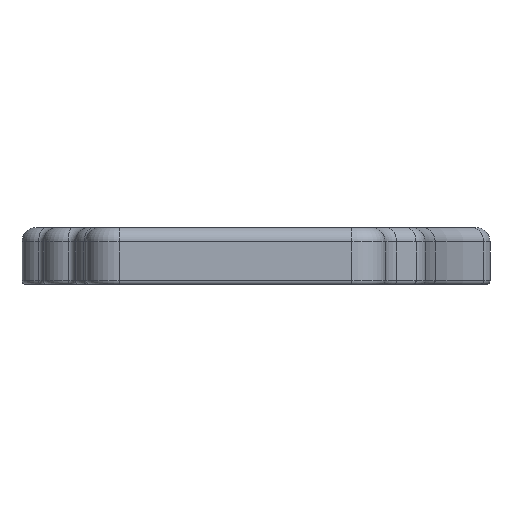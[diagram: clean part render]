
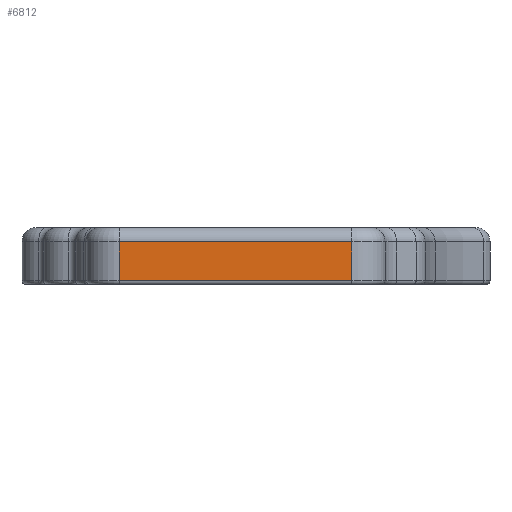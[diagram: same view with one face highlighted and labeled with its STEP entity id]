
A CAD part, left-side view. The second image highlights one B-rep face of the part: STEP entity #6812.
In plain terms, the highlighted planar face has unit normal (-1, 0, 0).
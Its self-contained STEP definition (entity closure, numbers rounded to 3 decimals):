
#218=PLANE('',#7536);
#545=FACE_OUTER_BOUND('',#970,.T.);
#970=EDGE_LOOP('',(#5673,#5674,#5675,#5676));
#1931=LINE('',#11545,#2556);
#1965=LINE('',#11672,#2590);
#1967=LINE('',#11679,#2592);
#1968=LINE('',#11681,#2593);
#2556=VECTOR('',#9168,10.);
#2590=VECTOR('',#9292,10.);
#2592=VECTOR('',#9300,10.);
#2593=VECTOR('',#9303,10.);
#3231=VERTEX_POINT('',#11535);
#3233=VERTEX_POINT('',#11541);
#3282=VERTEX_POINT('',#11671);
#3284=VERTEX_POINT('',#11677);
#4073=EDGE_CURVE('',#3231,#3233,#1931,.T.);
#4136=EDGE_CURVE('',#3282,#3233,#1965,.T.);
#4140=EDGE_CURVE('',#3284,#3231,#1967,.T.);
#4141=EDGE_CURVE('',#3282,#3284,#1968,.T.);
#5673=ORIENTED_EDGE('',*,*,#4073,.F.);
#5674=ORIENTED_EDGE('',*,*,#4140,.F.);
#5675=ORIENTED_EDGE('',*,*,#4141,.F.);
#5676=ORIENTED_EDGE('',*,*,#4136,.T.);
#6812=ADVANCED_FACE('',(#545),#218,.T.);
#7536=AXIS2_PLACEMENT_3D('',#11680,#9301,#9302);
#9168=DIRECTION('',(0.,1.,0.));
#9292=DIRECTION('',(0.,0.,-1.));
#9300=DIRECTION('',(0.,0.,-1.));
#9301=DIRECTION('center_axis',(-1.,0.,0.));
#9302=DIRECTION('ref_axis',(0.,1.,0.));
#9303=DIRECTION('',(0.,-1.,0.));
#11535=CARTESIAN_POINT('',(79.1,-111.946,-3.2));
#11541=CARTESIAN_POINT('',(79.1,-62.946,-3.2));
#11545=CARTESIAN_POINT('',(79.1,-101.853,-3.2));
#11671=CARTESIAN_POINT('',(79.1,-62.946,5.));
#11672=CARTESIAN_POINT('',(79.1,-62.946,8.));
#11677=CARTESIAN_POINT('',(79.1,-111.946,5.));
#11679=CARTESIAN_POINT('',(79.1,-111.946,8.));
#11680=CARTESIAN_POINT('Origin',(79.1,-111.946,8.));
#11681=CARTESIAN_POINT('',(79.1,-101.853,5.));
